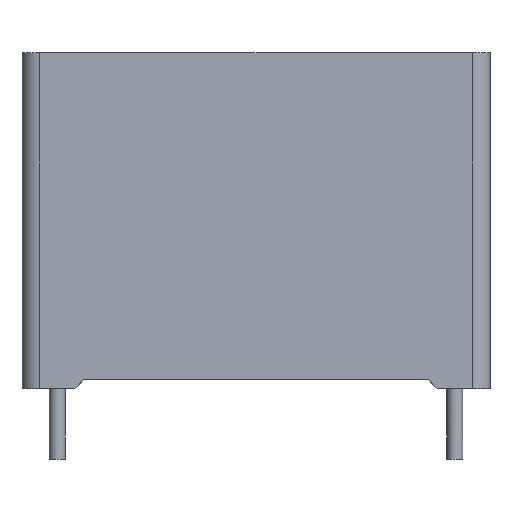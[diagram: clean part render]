
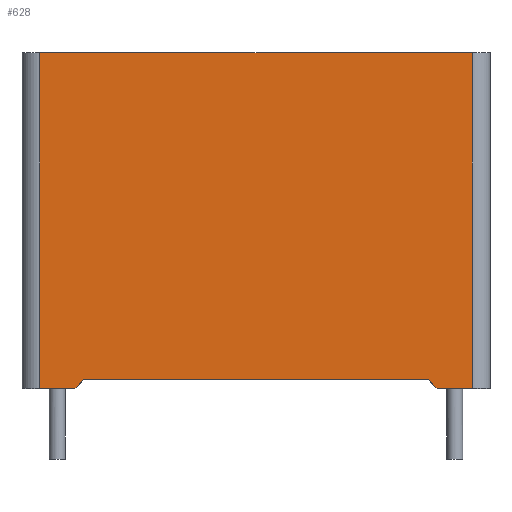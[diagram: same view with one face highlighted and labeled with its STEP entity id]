
A CAD part, top view. The second image highlights one B-rep face of the part: STEP entity #628.
In plain terms, the highlighted planar face has unit normal (0, 0, 1).
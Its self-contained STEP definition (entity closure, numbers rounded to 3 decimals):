
#80=FACE_OUTER_BOUND('',#119,.T.);
#119=EDGE_LOOP('',(#491,#492,#493,#494,#495,#496,#497,#498));
#160=LINE('',#964,#222);
#166=LINE('',#983,#228);
#183=LINE('',#1065,#245);
#185=LINE('',#1069,#247);
#186=LINE('',#1071,#248);
#187=LINE('',#1072,#249);
#188=LINE('',#1074,#250);
#189=LINE('',#1075,#251);
#222=VECTOR('',#762,2.);
#228=VECTOR('',#778,2.);
#245=VECTOR('',#825,0.707);
#247=VECTOR('',#829,19.);
#248=VECTOR('',#830,19.5);
#249=VECTOR('',#831,0.707);
#250=VECTOR('',#832,19.);
#251=VECTOR('',#833,24.5);
#285=VERTEX_POINT('',#961);
#286=VERTEX_POINT('',#963);
#293=VERTEX_POINT('',#980);
#294=VERTEX_POINT('',#982);
#310=VERTEX_POINT('',#1064);
#311=VERTEX_POINT('',#1068);
#312=VERTEX_POINT('',#1070);
#313=VERTEX_POINT('',#1073);
#343=EDGE_CURVE('',#286,#285,#160,.T.);
#353=EDGE_CURVE('',#294,#293,#166,.T.);
#378=EDGE_CURVE('',#285,#310,#183,.T.);
#380=EDGE_CURVE('',#311,#286,#185,.T.);
#381=EDGE_CURVE('',#310,#312,#186,.T.);
#382=EDGE_CURVE('',#312,#294,#187,.T.);
#383=EDGE_CURVE('',#293,#313,#188,.T.);
#384=EDGE_CURVE('',#313,#311,#189,.T.);
#491=ORIENTED_EDGE('',*,*,#380,.T.);
#492=ORIENTED_EDGE('',*,*,#343,.T.);
#493=ORIENTED_EDGE('',*,*,#378,.T.);
#494=ORIENTED_EDGE('',*,*,#381,.T.);
#495=ORIENTED_EDGE('',*,*,#382,.T.);
#496=ORIENTED_EDGE('',*,*,#353,.T.);
#497=ORIENTED_EDGE('',*,*,#383,.T.);
#498=ORIENTED_EDGE('',*,*,#384,.T.);
#603=PLANE('',#694);
#628=ADVANCED_FACE('',(#80),#603,.T.);
#694=AXIS2_PLACEMENT_3D('',#1067,#827,#828);
#762=DIRECTION('',(1.,0.,0.));
#778=DIRECTION('',(1.,0.,0.));
#825=DIRECTION('',(0.707,0.707,0.));
#827=DIRECTION('center_axis',(0.,0.,1.));
#828=DIRECTION('ref_axis',(1.,0.,0.));
#829=DIRECTION('',(0.,-1.,0.));
#830=DIRECTION('',(1.,0.,0.));
#831=DIRECTION('',(0.707,-0.707,0.));
#832=DIRECTION('',(0.,1.,0.));
#833=DIRECTION('',(-1.,0.,0.));
#961=CARTESIAN_POINT('',(-10.25,0.,5.));
#963=CARTESIAN_POINT('',(-12.25,0.,5.));
#964=CARTESIAN_POINT('',(-12.25,0.,5.));
#980=CARTESIAN_POINT('',(12.25,0.,5.));
#982=CARTESIAN_POINT('',(10.25,0.,5.));
#983=CARTESIAN_POINT('',(10.25,0.,5.));
#1064=CARTESIAN_POINT('',(-9.75,0.5,5.));
#1065=CARTESIAN_POINT('',(-10.25,0.,5.));
#1067=CARTESIAN_POINT('Origin',(0.,0.,5.));
#1068=CARTESIAN_POINT('',(-12.25,19.,5.));
#1069=CARTESIAN_POINT('',(-12.25,19.,5.));
#1070=CARTESIAN_POINT('',(9.75,0.5,5.));
#1071=CARTESIAN_POINT('',(-9.75,0.5,5.));
#1072=CARTESIAN_POINT('',(9.75,0.5,5.));
#1073=CARTESIAN_POINT('',(12.25,19.,5.));
#1074=CARTESIAN_POINT('',(12.25,0.,5.));
#1075=CARTESIAN_POINT('',(12.25,19.,5.));
